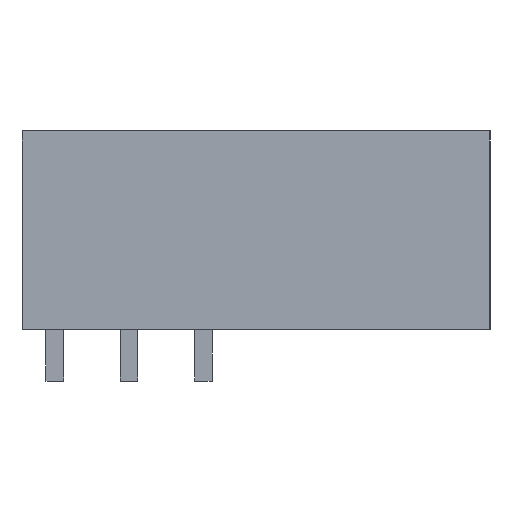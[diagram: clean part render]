
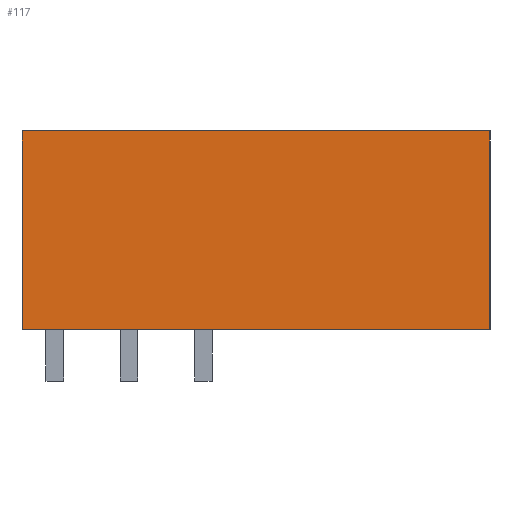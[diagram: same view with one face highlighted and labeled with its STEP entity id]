
A CAD part, left-side view. The second image highlights one B-rep face of the part: STEP entity #117.
In plain terms, the highlighted planar face has unit normal (-1, 0, 0).
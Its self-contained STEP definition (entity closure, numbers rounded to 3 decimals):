
#90=AXIS2_PLACEMENT_3D('Plane Axis2P3D',#87,#88,#89) ;
#36=CARTESIAN_POINT('Line Origine',(0.,32.,10.3)) ;
#40=CARTESIAN_POINT('Vertex',(0.,32.,17.1)) ;
#42=CARTESIAN_POINT('Vertex',(0.,32.,3.5)) ;
#87=CARTESIAN_POINT('Axis2P3D Location',(0.,0.,17.1)) ;
#92=CARTESIAN_POINT('Line Origine',(0.,16.,3.5)) ;
#96=CARTESIAN_POINT('Vertex',(0.,0.,3.5)) ;
#99=CARTESIAN_POINT('Line Origine',(0.,0.,10.3)) ;
#103=CARTESIAN_POINT('Vertex',(0.,0.,17.1)) ;
#106=CARTESIAN_POINT('Line Origine',(0.,16.,17.1)) ;
#37=DIRECTION('Vector Direction',(0.,0.,-1.)) ;
#88=DIRECTION('Axis2P3D Direction',(1.,0.,0.)) ;
#89=DIRECTION('Axis2P3D XDirection',(0.,0.,-1.)) ;
#93=DIRECTION('Vector Direction',(0.,1.,0.)) ;
#100=DIRECTION('Vector Direction',(0.,0.,-1.)) ;
#107=DIRECTION('Vector Direction',(0.,1.,0.)) ;
#38=VECTOR('Line Direction',#37,1.) ;
#94=VECTOR('Line Direction',#93,1.) ;
#101=VECTOR('Line Direction',#100,1.) ;
#108=VECTOR('Line Direction',#107,1.) ;
#112=ORIENTED_EDGE('',*,*,#44,.T.) ;
#113=ORIENTED_EDGE('',*,*,#98,.F.) ;
#114=ORIENTED_EDGE('',*,*,#105,.F.) ;
#115=ORIENTED_EDGE('',*,*,#110,.T.) ;
#117=ADVANCED_FACE('HOUSING',(#116),#91,.F.) ;
#44=EDGE_CURVE('',#41,#43,#39,.T.) ;
#98=EDGE_CURVE('',#97,#43,#95,.T.) ;
#105=EDGE_CURVE('',#104,#97,#102,.T.) ;
#110=EDGE_CURVE('',#104,#41,#109,.T.) ;
#111=EDGE_LOOP('',(#112,#113,#114,#115)) ;
#116=FACE_OUTER_BOUND('',#111,.T.) ;
#39=LINE('Line',#36,#38) ;
#95=LINE('Line',#92,#94) ;
#102=LINE('Line',#99,#101) ;
#109=LINE('Line',#106,#108) ;
#91=PLANE('',#90) ;
#41=VERTEX_POINT('',#40) ;
#43=VERTEX_POINT('',#42) ;
#97=VERTEX_POINT('',#96) ;
#104=VERTEX_POINT('',#103) ;
